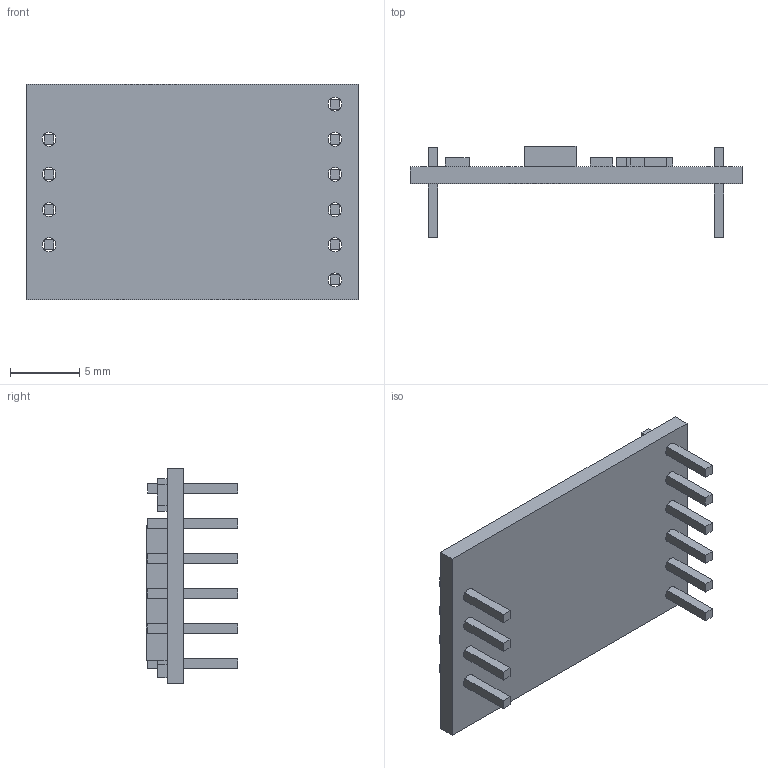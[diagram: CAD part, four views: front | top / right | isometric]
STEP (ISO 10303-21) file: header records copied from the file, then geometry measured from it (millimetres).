
FILE_DESCRIPTION (( 'STEP AP214' ), '1' );
FILE_NAME ('HX711 14.STEP', '2018-08-22T21:50:00', ( '' ), ( '' ), 'SwSTEP 2.0', 'SolidWorks 2018', '' );
FILE_SCHEMA (( 'AUTOMOTIVE_DESIGN' ));
Length unit declared in the file: millimetre
Products named in the file (1): HX711 14
Bounding box: 24 x 6.6 x 15.6 mm (x, y, z)
Volume: 538.6 mm3; surface area: 1149.1 mm2
Topology: 11 solids, 11 shells, 186 faces, 420 edges, 280 vertices
Faces by surface type: plane 146, cylinder 40
Entity records: 5328 total; most frequent: CARTESIAN_POINT 887, DIRECTION 874, ORIENTED_EDGE 840, EDGE_CURVE 420, VECTOR 340, LINE 340, VERTEX_POINT 280, AXIS2_PLACEMENT_3D 267
